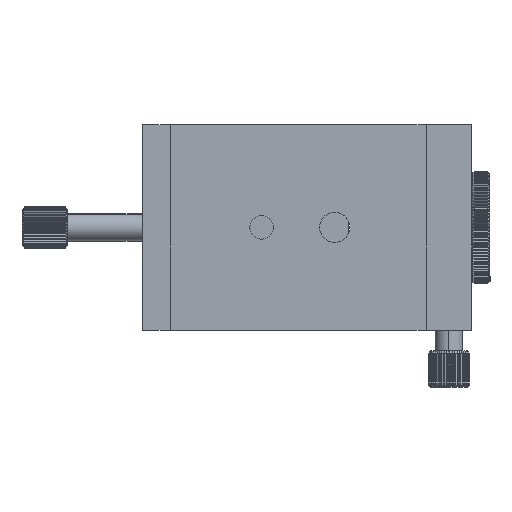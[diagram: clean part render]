
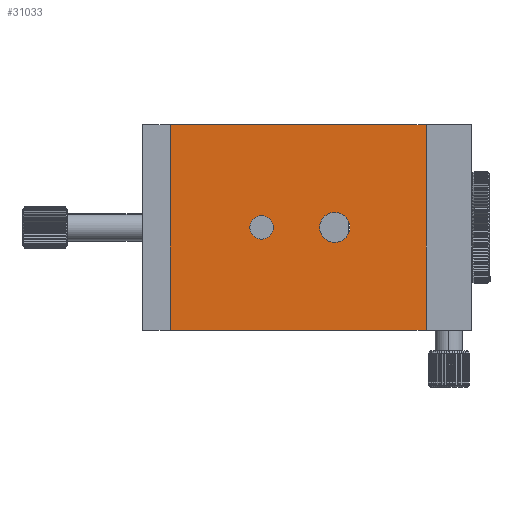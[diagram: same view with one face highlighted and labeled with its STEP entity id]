
A CAD part, front view. The second image highlights one B-rep face of the part: STEP entity #31033.
In plain terms, the highlighted planar face has unit normal (0, -1, 0).
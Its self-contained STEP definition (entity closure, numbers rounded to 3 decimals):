
#122 = DIRECTION ( 'NONE',  ( 0., 0., -1. ) ) ;
#501 = DIRECTION ( 'NONE',  ( 0., 1., 0. ) ) ;
#1746 = DIRECTION ( 'NONE',  ( 0., 0., -1. ) ) ;
#2748 = ORIENTED_EDGE ( 'NONE', *, *, #6597, .F. ) ;
#2951 = CARTESIAN_POINT ( 'NONE',  ( 8., -5., 0. ) ) ;
#3827 = ORIENTED_EDGE ( 'NONE', *, *, #27428, .T. ) ;
#4280 = LINE ( 'NONE', #12719, #10379 ) ;
#4461 = AXIS2_PLACEMENT_3D ( 'NONE', #32208, #501, #35429 ) ;
#5273 = DIRECTION ( 'NONE',  ( 0., 0., -1. ) ) ;
#5508 = ORIENTED_EDGE ( 'NONE', *, *, #11938, .T. ) ;
#5530 = CIRCLE ( 'NONE', #13541, 2.553 ) ;
#5703 = AXIS2_PLACEMENT_3D ( 'NONE', #9134, #26021, #1746 ) ;
#5775 = FACE_BOUND ( 'NONE', #38997, .T. ) ;
#5999 = DIRECTION ( 'NONE',  ( 0., 1., 0. ) ) ;
#6597 = EDGE_CURVE ( 'NONE', #10818, #21455, #25081, .T. ) ;
#7027 = DIRECTION ( 'NONE',  ( 0., 0., 1. ) ) ;
#7288 = VERTEX_POINT ( 'NONE', #21176 ) ;
#7713 = AXIS2_PLACEMENT_3D ( 'NONE', #37790, #18253, #5273 ) ;
#8526 = VECTOR ( 'NONE', #7027, 1000. ) ;
#9013 = VECTOR ( 'NONE', #29978, 1000. ) ;
#9134 = CARTESIAN_POINT ( 'NONE',  ( -8., -5., 0. ) ) ;
#9159 = CARTESIAN_POINT ( 'NONE',  ( 28., -5., 22.5 ) ) ;
#9590 = CARTESIAN_POINT ( 'NONE',  ( 28., -5., 22.5 ) ) ;
#9676 = CARTESIAN_POINT ( 'NONE',  ( -8., -5., 0. ) ) ;
#10379 = VECTOR ( 'NONE', #31749, 1000. ) ;
#10818 = VERTEX_POINT ( 'NONE', #28173 ) ;
#11078 = CARTESIAN_POINT ( 'NONE',  ( 28., -5., -22.5 ) ) ;
#11472 = VERTEX_POINT ( 'NONE', #15281 ) ;
#11938 = EDGE_CURVE ( 'NONE', #37579, #27769, #5530, .T. ) ;
#12242 = EDGE_CURVE ( 'NONE', #7288, #10818, #14099, .T. ) ;
#12266 = VERTEX_POINT ( 'NONE', #39388 ) ;
#12719 = CARTESIAN_POINT ( 'NONE',  ( 28., -5., 22.5 ) ) ;
#13541 = AXIS2_PLACEMENT_3D ( 'NONE', #9676, #5999, #122 ) ;
#13608 = LINE ( 'NONE', #9590, #30129 ) ;
#14099 = LINE ( 'NONE', #11078, #9013 ) ;
#14112 = EDGE_CURVE ( 'NONE', #11472, #12266, #28992, .T. ) ;
#14372 = FACE_BOUND ( 'NONE', #40426, .T. ) ;
#14424 = EDGE_CURVE ( 'NONE', #12266, #11472, #18522, .T. ) ;
#15281 = CARTESIAN_POINT ( 'NONE',  ( 8., -5., 3.3 ) ) ;
#15383 = FACE_OUTER_BOUND ( 'NONE', #31435, .T. ) ;
#16218 = DIRECTION ( 'NONE',  ( 0., 0., -1. ) ) ;
#16601 = CARTESIAN_POINT ( 'NONE',  ( -8., -5., 2.553 ) ) ;
#16697 = EDGE_CURVE ( 'NONE', #41517, #7288, #4280, .T. ) ;
#18253 = DIRECTION ( 'NONE',  ( 0., 1., 0. ) ) ;
#18522 = CIRCLE ( 'NONE', #7713, 3.3 ) ;
#21130 = ORIENTED_EDGE ( 'NONE', *, *, #12242, .F. ) ;
#21176 = CARTESIAN_POINT ( 'NONE',  ( 28., -5., -22.5 ) ) ;
#21202 = AXIS2_PLACEMENT_3D ( 'NONE', #2951, #28910, #16218 ) ;
#21455 = VERTEX_POINT ( 'NONE', #38255 ) ;
#21545 = ORIENTED_EDGE ( 'NONE', *, *, #16697, .F. ) ;
#24757 = ORIENTED_EDGE ( 'NONE', *, *, #41585, .F. ) ;
#25081 = LINE ( 'NONE', #26236, #8526 ) ;
#25129 = DIRECTION ( 'NONE',  ( 1., 0., 0. ) ) ;
#25888 = PLANE ( 'NONE',  #4461 ) ;
#26021 = DIRECTION ( 'NONE',  ( 0., 1., 0. ) ) ;
#26236 = CARTESIAN_POINT ( 'NONE',  ( -28., -5., 22.5 ) ) ;
#27418 = ORIENTED_EDGE ( 'NONE', *, *, #14112, .T. ) ;
#27428 = EDGE_CURVE ( 'NONE', #27769, #37579, #37128, .T. ) ;
#27769 = VERTEX_POINT ( 'NONE', #37978 ) ;
#28173 = CARTESIAN_POINT ( 'NONE',  ( -28., -5., -22.5 ) ) ;
#28910 = DIRECTION ( 'NONE',  ( 0., 1., 0. ) ) ;
#28992 = CIRCLE ( 'NONE', #21202, 3.3 ) ;
#29978 = DIRECTION ( 'NONE',  ( -1., 0., 0. ) ) ;
#30129 = VECTOR ( 'NONE', #25129, 1000. ) ;
#31033 = ADVANCED_FACE ( 'NONE', ( #14372, #5775, #15383 ), #25888, .F. ) ;
#31435 = EDGE_LOOP ( 'NONE', ( #21545, #24757, #2748, #21130 ) ) ;
#31749 = DIRECTION ( 'NONE',  ( 0., 0., -1. ) ) ;
#32208 = CARTESIAN_POINT ( 'NONE',  ( 28., -5., -22.5 ) ) ;
#35429 = DIRECTION ( 'NONE',  ( 0., 0., -1. ) ) ;
#37128 = CIRCLE ( 'NONE', #5703, 2.553 ) ;
#37579 = VERTEX_POINT ( 'NONE', #16601 ) ;
#37790 = CARTESIAN_POINT ( 'NONE',  ( 8., -5., 0. ) ) ;
#37978 = CARTESIAN_POINT ( 'NONE',  ( -8., -5., -2.553 ) ) ;
#38089 = ORIENTED_EDGE ( 'NONE', *, *, #14424, .T. ) ;
#38255 = CARTESIAN_POINT ( 'NONE',  ( -28., -5., 22.5 ) ) ;
#38997 = EDGE_LOOP ( 'NONE', ( #3827, #5508 ) ) ;
#39388 = CARTESIAN_POINT ( 'NONE',  ( 8., -5., -3.3 ) ) ;
#40426 = EDGE_LOOP ( 'NONE', ( #38089, #27418 ) ) ;
#41517 = VERTEX_POINT ( 'NONE', #9159 ) ;
#41585 = EDGE_CURVE ( 'NONE', #21455, #41517, #13608, .T. ) ;
